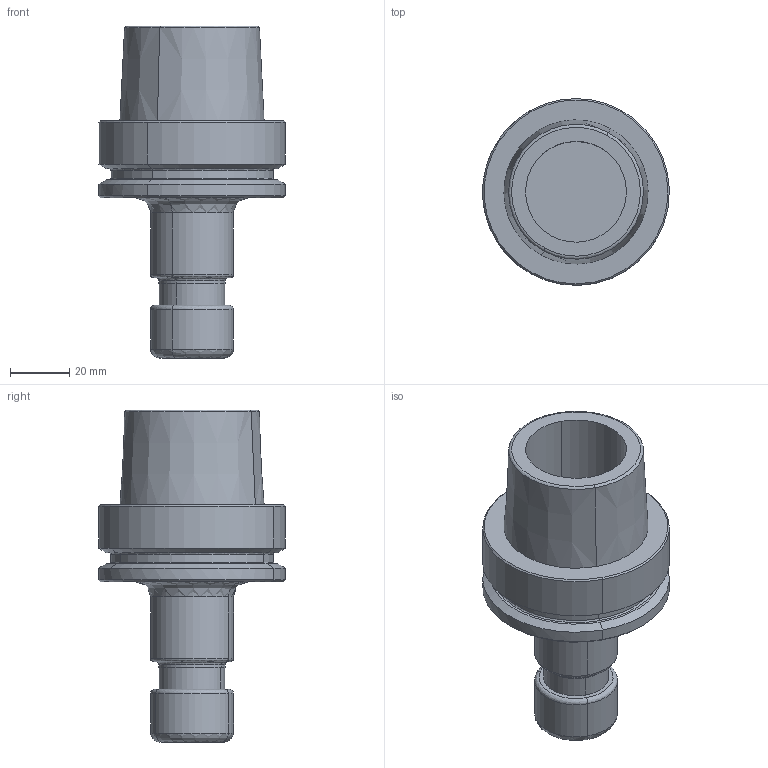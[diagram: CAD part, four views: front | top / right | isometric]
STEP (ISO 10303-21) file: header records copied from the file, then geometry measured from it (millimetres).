
FILE_DESCRIPTION(('CATIA V5 STEP','CAx-IF Rec.Pracs.--- Model Styling and Organization---1.2---2011-12-15'),'2;1');
FILE_NAME('4590037L.stp','2020-12-15T12:07:26+00:00',('none'),('none'),'CATIA Version 5 Release 21 SP 5 (IN-10)','CATIA V5 STEP AP214','none');
FILE_SCHEMA(('AUTOMOTIVE_DESIGN { 1 0 10303 214 1 1 1 1 }'));
Length unit declared in the file: millimetre
Products named in the file (1): HSK A63 ER16X80 
Bounding box: 62.98 x 62.99 x 112 mm (x, y, z)
Volume: 121319.1 mm3; surface area: 27136.3 mm2
Topology: 1 solids, 1 shells, 92 faces, 192 edges, 111 vertices
Faces by surface type: cylinder 31, cone 29, revolution 20, plane 12
Entity records: 2680 total; most frequent: CARTESIAN_POINT 915, ORIENTED_EDGE 380, DIRECTION 264, EDGE_CURVE 190, AXIS2_PLACEMENT_3D 148, VERTEX_POINT 111, CIRCLE 110, EDGE_LOOP 103
